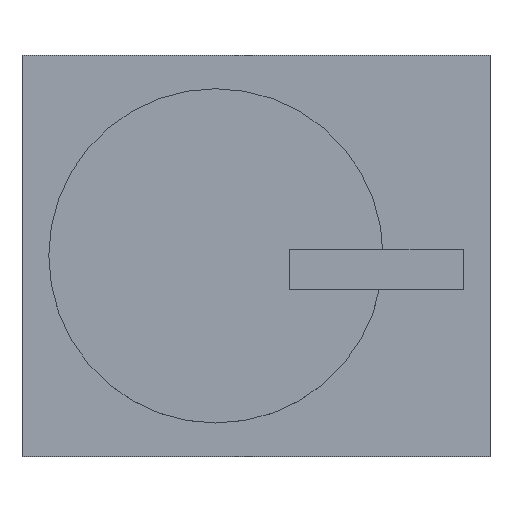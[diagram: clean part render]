
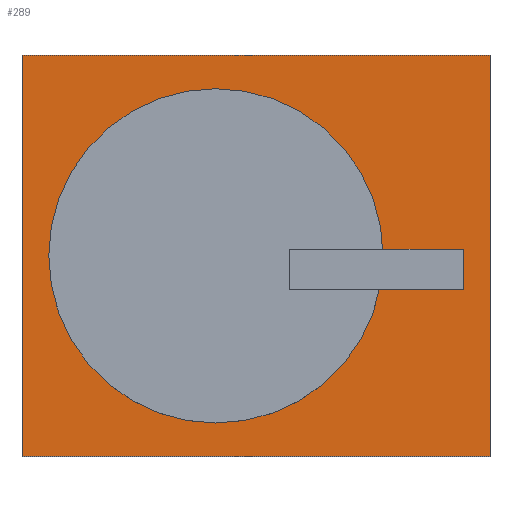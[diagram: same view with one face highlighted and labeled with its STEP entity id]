
A CAD part, top view. The second image highlights one B-rep face of the part: STEP entity #289.
In plain terms, the highlighted planar face has unit normal (0, 0, 1).
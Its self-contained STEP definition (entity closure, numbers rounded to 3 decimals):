
#25=FACE_BOUND('',#57,.T.);
#37=FACE_OUTER_BOUND('',#56,.T.);
#56=EDGE_LOOP('',(#237,#238,#239,#240));
#57=EDGE_LOOP('',(#241,#242,#243,#244));
#73=LINE('',#436,#105);
#75=LINE('',#441,#107);
#79=LINE('',#448,#111);
#81=LINE('',#451,#113);
#85=LINE('',#461,#117);
#88=LINE('',#467,#120);
#91=LINE('',#473,#123);
#94=LINE('',#477,#126);
#105=VECTOR('',#352,10.);
#107=VECTOR('',#356,10.);
#111=VECTOR('',#362,10.);
#113=VECTOR('',#366,10.);
#117=VECTOR('',#374,10.);
#120=VECTOR('',#379,10.);
#123=VECTOR('',#384,10.);
#126=VECTOR('',#389,10.);
#135=VERTEX_POINT('',#433);
#136=VERTEX_POINT('',#435);
#137=VERTEX_POINT('',#439);
#138=VERTEX_POINT('',#440);
#143=VERTEX_POINT('',#458);
#144=VERTEX_POINT('',#460);
#146=VERTEX_POINT('',#466);
#148=VERTEX_POINT('',#472);
#161=EDGE_CURVE('',#136,#135,#73,.T.);
#163=EDGE_CURVE('',#137,#138,#75,.T.);
#167=EDGE_CURVE('',#138,#136,#79,.T.);
#169=EDGE_CURVE('',#135,#137,#81,.T.);
#173=EDGE_CURVE('',#144,#143,#85,.T.);
#176=EDGE_CURVE('',#146,#144,#88,.T.);
#179=EDGE_CURVE('',#148,#146,#91,.T.);
#182=EDGE_CURVE('',#143,#148,#94,.T.);
#237=ORIENTED_EDGE('',*,*,#182,.T.);
#238=ORIENTED_EDGE('',*,*,#179,.T.);
#239=ORIENTED_EDGE('',*,*,#176,.T.);
#240=ORIENTED_EDGE('',*,*,#173,.T.);
#241=ORIENTED_EDGE('',*,*,#163,.T.);
#242=ORIENTED_EDGE('',*,*,#167,.T.);
#243=ORIENTED_EDGE('',*,*,#161,.T.);
#244=ORIENTED_EDGE('',*,*,#169,.T.);
#272=PLANE('',#324);
#289=ADVANCED_FACE('',(#37,#25),#272,.T.);
#324=AXIS2_PLACEMENT_3D('',#478,#390,#391);
#352=DIRECTION('',(0.,1.,0.));
#356=DIRECTION('',(0.,-1.,0.));
#362=DIRECTION('',(-1.,0.,0.));
#366=DIRECTION('',(1.,0.,0.));
#374=DIRECTION('',(0.,-1.,0.));
#379=DIRECTION('',(-1.,0.,0.));
#384=DIRECTION('',(0.,1.,0.));
#389=DIRECTION('',(1.,0.,0.));
#390=DIRECTION('center_axis',(0.,0.,1.));
#391=DIRECTION('ref_axis',(1.,0.,0.));
#433=CARTESIAN_POINT('',(12.5,15.5,10.));
#435=CARTESIAN_POINT('',(12.5,12.5,10.));
#436=CARTESIAN_POINT('',(12.5,15.25,10.));
#439=CARTESIAN_POINT('',(15.5,15.5,10.));
#440=CARTESIAN_POINT('',(15.5,12.5,10.));
#441=CARTESIAN_POINT('',(15.5,13.75,10.));
#448=CARTESIAN_POINT('',(6.25,12.5,10.));
#451=CARTESIAN_POINT('',(7.75,15.5,10.));
#458=CARTESIAN_POINT('',(-17.5,0.,10.));
#460=CARTESIAN_POINT('',(-17.5,30.,10.));
#461=CARTESIAN_POINT('',(-17.5,0.,10.));
#466=CARTESIAN_POINT('',(17.5,30.,10.));
#467=CARTESIAN_POINT('',(-17.5,30.,10.));
#472=CARTESIAN_POINT('',(17.5,0.,10.));
#473=CARTESIAN_POINT('',(17.5,30.,10.));
#477=CARTESIAN_POINT('',(17.5,0.,10.));
#478=CARTESIAN_POINT('Origin',(0.,15.,10.));
